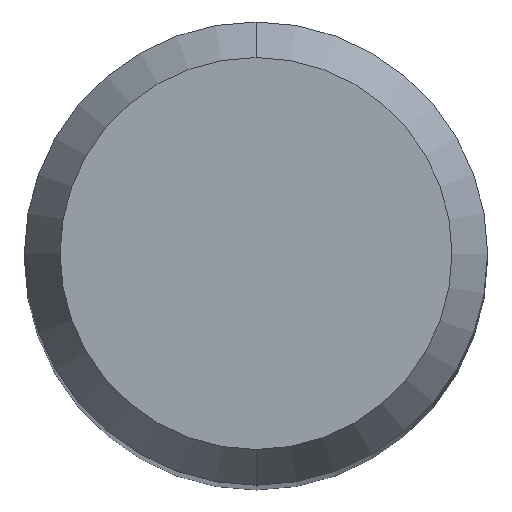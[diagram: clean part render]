
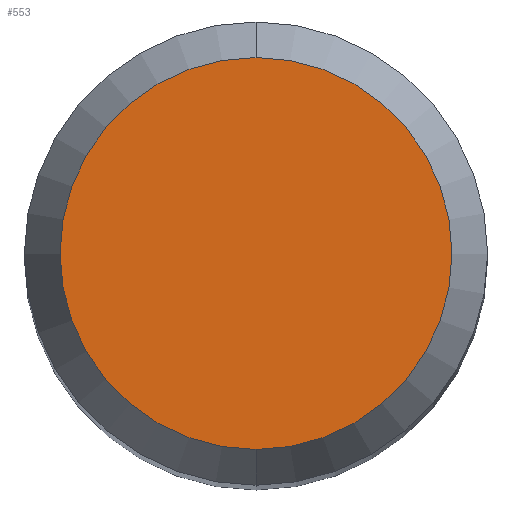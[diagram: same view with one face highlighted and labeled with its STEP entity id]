
A CAD part, top view. The second image highlights one B-rep face of the part: STEP entity #553.
In plain terms, the highlighted planar face has unit normal (0, 0, 1).
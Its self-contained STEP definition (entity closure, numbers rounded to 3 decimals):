
#515=EDGE_CURVE('',#939,#879,#1260,.T.);
#553=ADVANCED_FACE('',(#1303),#1304,.T.);
#689=EDGE_CURVE('',#879,#939,#1449,.T.);
#879=VERTEX_POINT('',#1658);
#939=VERTEX_POINT('',#1726);
#1260=CIRCLE('',#2468,2.538);
#1303=FACE_OUTER_BOUND('',#2647,.T.);
#1304=PLANE('',#2648);
#1449=CIRCLE('',#3828,2.538);
#1658=CARTESIAN_POINT('',(0.,-2.538,0.0));
#1726=CARTESIAN_POINT('',(0.0,2.538,0.0));
#2468=AXIS2_PLACEMENT_3D('',#8073,#8074,#8075);
#2647=EDGE_LOOP('',(#8148,#8149));
#2648=AXIS2_PLACEMENT_3D('',#8150,#8151,#8152);
#3828=AXIS2_PLACEMENT_3D('',#8279,#8280,#8281);
#8073=CARTESIAN_POINT('',(0.0,0.0,0.0));
#8074=DIRECTION('',(0.0,0.0,-1.0));
#8075=DIRECTION('',(0.0,1.0,0.0));
#8148=ORIENTED_EDGE('',*,*,#515,.F.);
#8149=ORIENTED_EDGE('',*,*,#689,.F.);
#8150=CARTESIAN_POINT('',(0.0,1.269,0.0));
#8151=DIRECTION('',(-0.0,0.0,1.0));
#8152=DIRECTION('',(0.0,-1.0,0.0));
#8279=CARTESIAN_POINT('',(0.0,0.0,0.0));
#8280=DIRECTION('',(0.0,0.0,-1.0));
#8281=DIRECTION('',(0.0,1.0,0.0));
